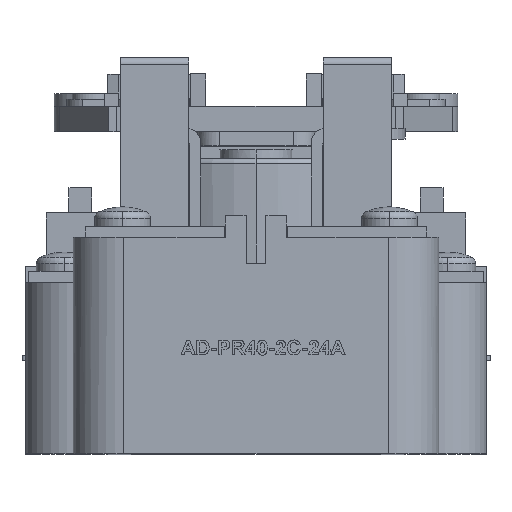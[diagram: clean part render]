
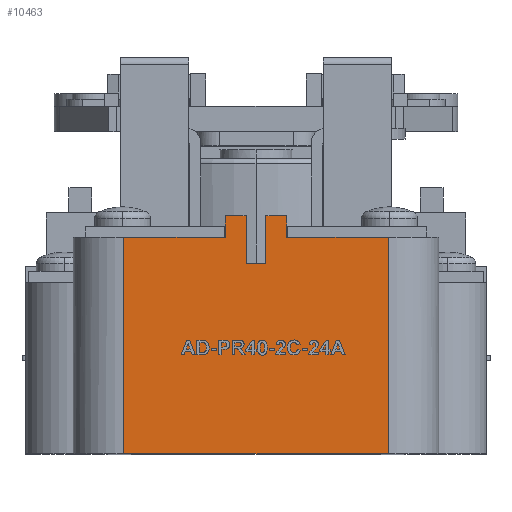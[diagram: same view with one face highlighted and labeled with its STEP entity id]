
A CAD part, top view. The second image highlights one B-rep face of the part: STEP entity #10463.
In plain terms, the highlighted planar face has unit normal (0, 0, 1).
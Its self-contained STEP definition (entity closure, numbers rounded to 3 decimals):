
#494 = VERTEX_POINT ( 'NONE', #15963 ) ;
#1773 = LINE ( 'NONE', #22005, #9728 ) ;
#2169 = VERTEX_POINT ( 'NONE', #18873 ) ;
#2435 = CARTESIAN_POINT ( 'NONE',  ( -18.375, 30., 50. ) ) ;
#2980 = ORIENTED_EDGE ( 'NONE', *, *, #25793, .F. ) ;
#3388 = DIRECTION ( 'NONE',  ( 0., -1., 0. ) ) ;
#4678 = LINE ( 'NONE', #7392, #35521 ) ;
#4812 = CARTESIAN_POINT ( 'NONE',  ( 4.25, 33., 50. ) ) ;
#5386 = VECTOR ( 'NONE', #8599, 1000. ) ;
#5494 = VERTEX_POINT ( 'NONE', #11751 ) ;
#5684 = FACE_OUTER_BOUND ( 'NONE', #29321, .T. ) ;
#5898 = CARTESIAN_POINT ( 'NONE',  ( -1.375, 26.34, 50. ) ) ;
#5920 = VERTEX_POINT ( 'NONE', #27285 ) ;
#6026 = CARTESIAN_POINT ( 'NONE',  ( 18.375, 30., 50. ) ) ;
#6198 = LINE ( 'NONE', #15990, #29100 ) ;
#6244 = ORIENTED_EDGE ( 'NONE', *, *, #36225, .T. ) ;
#6303 = LINE ( 'NONE', #2435, #5386 ) ;
#7237 = VECTOR ( 'NONE', #7715, 1000. ) ;
#7275 = CARTESIAN_POINT ( 'NONE',  ( 4.25, 33., 50. ) ) ;
#7383 = DIRECTION ( 'NONE',  ( 1., 0., 0. ) ) ;
#7392 = CARTESIAN_POINT ( 'NONE',  ( 1.375, 26.34, 50. ) ) ;
#7715 = DIRECTION ( 'NONE',  ( 1., 0., 0. ) ) ;
#8207 = LINE ( 'NONE', #4812, #7237 ) ;
#8449 = LINE ( 'NONE', #24280, #31296 ) ;
#8599 = DIRECTION ( 'NONE',  ( 0., -1., 0. ) ) ;
#9728 = VECTOR ( 'NONE', #36907, 1000. ) ;
#10391 = DIRECTION ( 'NONE',  ( 1., 0., 0. ) ) ;
#10463 = ADVANCED_FACE ( 'NONE', ( #5684 ), #34384, .T. ) ;
#10465 = CARTESIAN_POINT ( 'NONE',  ( 18.375, 0., 50. ) ) ;
#11751 = CARTESIAN_POINT ( 'NONE',  ( 1.375, 26.34, 50. ) ) ;
#11871 = ORIENTED_EDGE ( 'NONE', *, *, #28903, .F. ) ;
#11994 = CARTESIAN_POINT ( 'NONE',  ( 4.25, 33., 50. ) ) ;
#12357 = CARTESIAN_POINT ( 'NONE',  ( 18.375, 30., 50. ) ) ;
#12917 = CARTESIAN_POINT ( 'NONE',  ( -4.25, 33., 50. ) ) ;
#13218 = VECTOR ( 'NONE', #15942, 1000. ) ;
#13544 = CARTESIAN_POINT ( 'NONE',  ( -1.375, 26.34, 50. ) ) ;
#14016 = VECTOR ( 'NONE', #34058, 1000. ) ;
#15020 = DIRECTION ( 'NONE',  ( 1., 0., 0. ) ) ;
#15942 = DIRECTION ( 'NONE',  ( 0., -1., 0. ) ) ;
#15957 = CARTESIAN_POINT ( 'NONE',  ( 1.375, 33., 50. ) ) ;
#15963 = CARTESIAN_POINT ( 'NONE',  ( -1.375, 33., 50. ) ) ;
#15990 = CARTESIAN_POINT ( 'NONE',  ( 18.375, 30., 50. ) ) ;
#16114 = VERTEX_POINT ( 'NONE', #18496 ) ;
#16337 = VECTOR ( 'NONE', #23906, 1000. ) ;
#16572 = DIRECTION ( 'NONE',  ( 0., 1., 0. ) ) ;
#16760 = LINE ( 'NONE', #13544, #18105 ) ;
#17052 = EDGE_CURVE ( 'NONE', #2169, #494, #20207, .T. ) ;
#17259 = LINE ( 'NONE', #6026, #16337 ) ;
#18105 = VECTOR ( 'NONE', #16572, 1000. ) ;
#18496 = CARTESIAN_POINT ( 'NONE',  ( -18.375, 30., 50. ) ) ;
#18873 = CARTESIAN_POINT ( 'NONE',  ( -4.25, 33., 50. ) ) ;
#19229 = ORIENTED_EDGE ( 'NONE', *, *, #17052, .F. ) ;
#19277 = VECTOR ( 'NONE', #15020, 1000. ) ;
#19842 = VERTEX_POINT ( 'NONE', #7275 ) ;
#20207 = LINE ( 'NONE', #11994, #19277 ) ;
#21174 = VECTOR ( 'NONE', #35165, 1000. ) ;
#21211 = CARTESIAN_POINT ( 'NONE',  ( -18.375, 0., 50. ) ) ;
#21887 = EDGE_CURVE ( 'NONE', #22249, #5494, #4678, .T. ) ;
#22005 = CARTESIAN_POINT ( 'NONE',  ( 18.375, 30., 50. ) ) ;
#22249 = VERTEX_POINT ( 'NONE', #5898 ) ;
#22255 = EDGE_CURVE ( 'NONE', #34940, #31801, #17259, .T. ) ;
#23401 = EDGE_CURVE ( 'NONE', #16114, #36779, #6303, .T. ) ;
#23906 = DIRECTION ( 'NONE',  ( 0., -1., 0. ) ) ;
#24280 = CARTESIAN_POINT ( 'NONE',  ( 4.25, 33., 50. ) ) ;
#24861 = ORIENTED_EDGE ( 'NONE', *, *, #21887, .F. ) ;
#25239 = DIRECTION ( 'NONE',  ( 0., 0., 1. ) ) ;
#25369 = CARTESIAN_POINT ( 'NONE',  ( 18.375, 30., 50. ) ) ;
#25793 = EDGE_CURVE ( 'NONE', #19842, #5920, #8449, .T. ) ;
#25873 = ORIENTED_EDGE ( 'NONE', *, *, #23401, .T. ) ;
#26193 = ORIENTED_EDGE ( 'NONE', *, *, #32178, .T. ) ;
#26531 = ORIENTED_EDGE ( 'NONE', *, *, #22255, .F. ) ;
#26987 = ORIENTED_EDGE ( 'NONE', *, *, #30610, .T. ) ;
#27285 = CARTESIAN_POINT ( 'NONE',  ( 4.25, 30., 50. ) ) ;
#27337 = EDGE_CURVE ( 'NONE', #30017, #19842, #8207, .T. ) ;
#27685 = CARTESIAN_POINT ( 'NONE',  ( 1.375, 26.34, 50. ) ) ;
#28903 = EDGE_CURVE ( 'NONE', #5494, #30017, #36908, .T. ) ;
#29100 = VECTOR ( 'NONE', #30947, 1000. ) ;
#29162 = LINE ( 'NONE', #32154, #21174 ) ;
#29321 = EDGE_LOOP ( 'NONE', ( #26987, #19229, #26193, #34716, #25873, #36084, #26531, #6244, #2980, #34025, #11871, #24861 ) ) ;
#30017 = VERTEX_POINT ( 'NONE', #15957 ) ;
#30559 = AXIS2_PLACEMENT_3D ( 'NONE', #25369, #25239, #7383 ) ;
#30561 = EDGE_CURVE ( 'NONE', #34104, #16114, #1773, .T. ) ;
#30610 = EDGE_CURVE ( 'NONE', #22249, #494, #16760, .T. ) ;
#30947 = DIRECTION ( 'NONE',  ( -1., 0., 0. ) ) ;
#31296 = VECTOR ( 'NONE', #3388, 1000. ) ;
#31801 = VERTEX_POINT ( 'NONE', #10465 ) ;
#32154 = CARTESIAN_POINT ( 'NONE',  ( 18.375, 0., 50. ) ) ;
#32178 = EDGE_CURVE ( 'NONE', #2169, #34104, #35167, .T. ) ;
#34025 = ORIENTED_EDGE ( 'NONE', *, *, #27337, .F. ) ;
#34058 = DIRECTION ( 'NONE',  ( 0., 1., 0. ) ) ;
#34104 = VERTEX_POINT ( 'NONE', #38133 ) ;
#34384 = PLANE ( 'NONE',  #30559 ) ;
#34716 = ORIENTED_EDGE ( 'NONE', *, *, #30561, .T. ) ;
#34940 = VERTEX_POINT ( 'NONE', #12357 ) ;
#35165 = DIRECTION ( 'NONE',  ( -1., 0., 0. ) ) ;
#35167 = LINE ( 'NONE', #12917, #13218 ) ;
#35521 = VECTOR ( 'NONE', #10391, 1000. ) ;
#35730 = EDGE_CURVE ( 'NONE', #31801, #36779, #29162, .T. ) ;
#36084 = ORIENTED_EDGE ( 'NONE', *, *, #35730, .F. ) ;
#36225 = EDGE_CURVE ( 'NONE', #34940, #5920, #6198, .T. ) ;
#36779 = VERTEX_POINT ( 'NONE', #21211 ) ;
#36908 = LINE ( 'NONE', #27685, #14016 ) ;
#36907 = DIRECTION ( 'NONE',  ( -1., 0., 0. ) ) ;
#38133 = CARTESIAN_POINT ( 'NONE',  ( -4.25, 30., 50. ) ) ;
